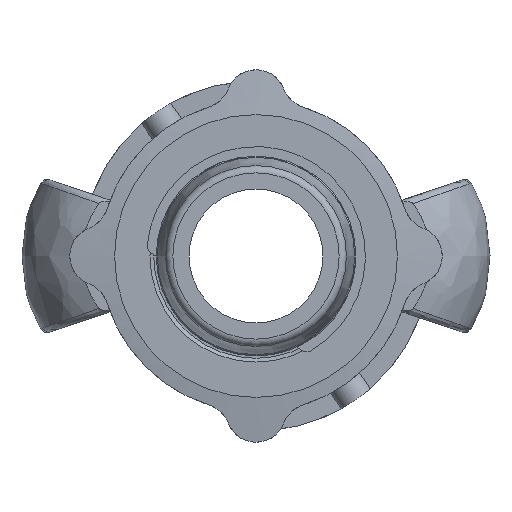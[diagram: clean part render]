
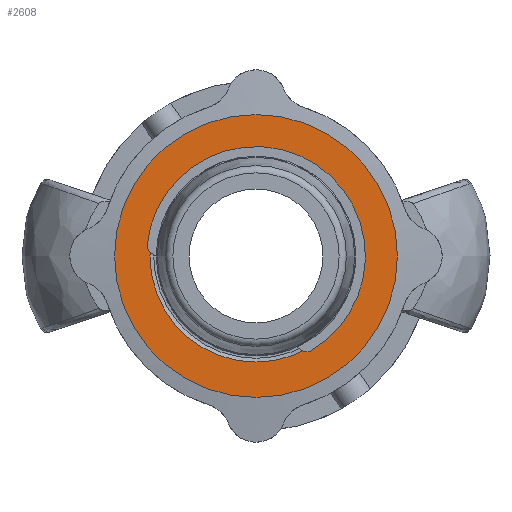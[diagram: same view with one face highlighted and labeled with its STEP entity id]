
A CAD part, left-side view. The second image highlights one B-rep face of the part: STEP entity #2608.
In plain terms, the highlighted planar face has unit normal (-1, 0, 0).
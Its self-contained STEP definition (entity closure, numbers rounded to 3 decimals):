
#437=FACE_BOUND('',#686,.T.);
#530=FACE_OUTER_BOUND('',#685,.T.);
#685=EDGE_LOOP('',(#2074,#2075));
#686=EDGE_LOOP('',(#2076,#2077));
#885=CIRCLE('',#2913,19.);
#886=CIRCLE('',#2914,19.);
#887=CIRCLE('',#2916,14.25);
#888=CIRCLE('',#2917,14.25);
#1106=VERTEX_POINT('',#4496);
#1107=VERTEX_POINT('',#4497);
#1108=VERTEX_POINT('',#4502);
#1109=VERTEX_POINT('',#4503);
#1444=EDGE_CURVE('',#1106,#1107,#885,.T.);
#1445=EDGE_CURVE('',#1107,#1106,#886,.T.);
#1447=EDGE_CURVE('',#1108,#1109,#887,.T.);
#1448=EDGE_CURVE('',#1109,#1108,#888,.T.);
#2074=ORIENTED_EDGE('',*,*,#1444,.T.);
#2075=ORIENTED_EDGE('',*,*,#1445,.T.);
#2076=ORIENTED_EDGE('',*,*,#1447,.F.);
#2077=ORIENTED_EDGE('',*,*,#1448,.F.);
#2364=PLANE('',#2915);
#2608=ADVANCED_FACE('',(#530,#437),#2364,.T.);
#2913=AXIS2_PLACEMENT_3D('',#4498,#3541,#3542);
#2914=AXIS2_PLACEMENT_3D('',#4499,#3543,#3544);
#2915=AXIS2_PLACEMENT_3D('',#4501,#3546,#3547);
#2916=AXIS2_PLACEMENT_3D('',#4504,#3548,#3549);
#2917=AXIS2_PLACEMENT_3D('',#4505,#3550,#3551);
#3541=DIRECTION('center_axis',(-1.,0.,0.));
#3542=DIRECTION('ref_axis',(0.,0.,
1.));
#3543=DIRECTION('center_axis',(-1.,0.,0.));
#3544=DIRECTION('ref_axis',(0.,0.,
1.));
#3546=DIRECTION('center_axis',(-1.,0.,0.));
#3547=DIRECTION('ref_axis',(0.,1.,0.));
#3548=DIRECTION('center_axis',(-1.,0.,0.));
#3549=DIRECTION('ref_axis',(0.,0.,
1.));
#3550=DIRECTION('center_axis',(-1.,0.,0.));
#3551=DIRECTION('ref_axis',(0.,0.,
1.));
#4496=CARTESIAN_POINT('',(46.,0.,19.));
#4497=CARTESIAN_POINT('',(46.,0.,-19.));
#4498=CARTESIAN_POINT('Origin',(46.,0.,0.));
#4499=CARTESIAN_POINT('Origin',(46.,0.,0.));
#4501=CARTESIAN_POINT('Origin',(46.,0.,16.625));
#4502=CARTESIAN_POINT('',(46.,0.,14.25));
#4503=CARTESIAN_POINT('',(46.,0.,-14.25));
#4504=CARTESIAN_POINT('Origin',(46.,0.,0.));
#4505=CARTESIAN_POINT('Origin',(46.,0.,0.));
